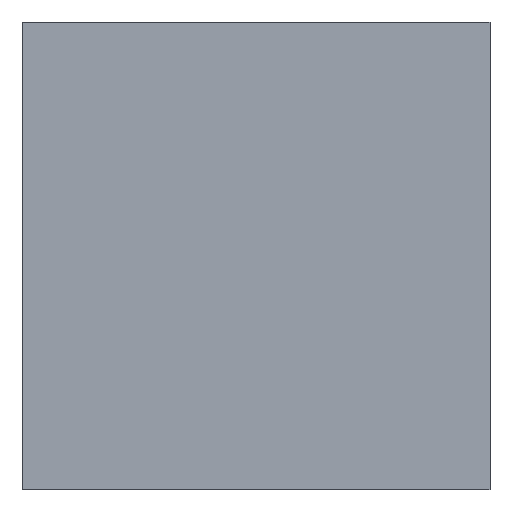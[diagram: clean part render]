
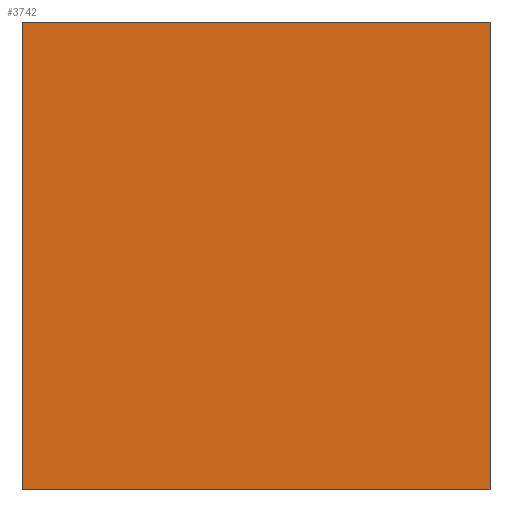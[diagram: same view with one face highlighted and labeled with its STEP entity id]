
A CAD part, front view. The second image highlights one B-rep face of the part: STEP entity #3742.
In plain terms, the highlighted planar face has unit normal (0, -1, 0).
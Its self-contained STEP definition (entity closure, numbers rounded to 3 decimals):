
#270=ORIENTED_EDGE('',*,*,#1294,.T.);
#271=ORIENTED_EDGE('',*,*,#1316,.T.);
#272=ORIENTED_EDGE('',*,*,#1325,.T.);
#273=ORIENTED_EDGE('',*,*,#1334,.T.);
#1294=EDGE_CURVE('',#1858,#1859,#2234,.T.);
#1316=EDGE_CURVE('',#1859,#1880,#2256,.T.);
#1325=EDGE_CURVE('',#1880,#1888,#2265,.T.);
#1334=EDGE_CURVE('',#1888,#1858,#2274,.T.);
#1858=VERTEX_POINT('',#6020);
#1859=VERTEX_POINT('',#6021);
#1880=VERTEX_POINT('',#6064);
#1888=VERTEX_POINT('',#6083);
#2234=LINE('',#6019,#2710);
#2256=LINE('',#6065,#2732);
#2265=LINE('',#6082,#2741);
#2274=LINE('',#6100,#2750);
#2710=VECTOR('',#4967,1000.);
#2732=VECTOR('',#4991,1000.);
#2741=VECTOR('',#5002,1000.);
#2750=VECTOR('',#5013,1000.);
#3194=EDGE_LOOP('',(#270,#271,#272,#273));
#3394=FACE_BOUND('',#3194,.T.);
#3590=PLANE('',#4689);
#3742=ADVANCED_FACE('',(#3394),#3590,.T.);
#4689=AXIS2_PLACEMENT_3D('',#6190,#5077,#5078);
#4967=DIRECTION('',(0.,0.,1.));
#4991=DIRECTION('',(-1.,0.,0.));
#5002=DIRECTION('',(0.,0.,-1.));
#5013=DIRECTION('',(1.,0.,0.));
#5077=DIRECTION('',(0.,-1.,0.));
#5078=DIRECTION('',(0.,0.,-1.));
#6019=CARTESIAN_POINT('',(-73.358,0.,41.203));
#6020=CARTESIAN_POINT('',(-73.358,0.,41.203));
#6021=CARTESIAN_POINT('',(-73.358,0.,44.203));
#6064=CARTESIAN_POINT('',(-76.358,0.,44.203));
#6065=CARTESIAN_POINT('',(-73.358,0.,44.203));
#6082=CARTESIAN_POINT('',(-76.358,0.,44.203));
#6083=CARTESIAN_POINT('',(-76.358,0.,41.203));
#6100=CARTESIAN_POINT('',(-76.358,0.,41.203));
#6190=CARTESIAN_POINT('',(-73.358,0.,44.203));
